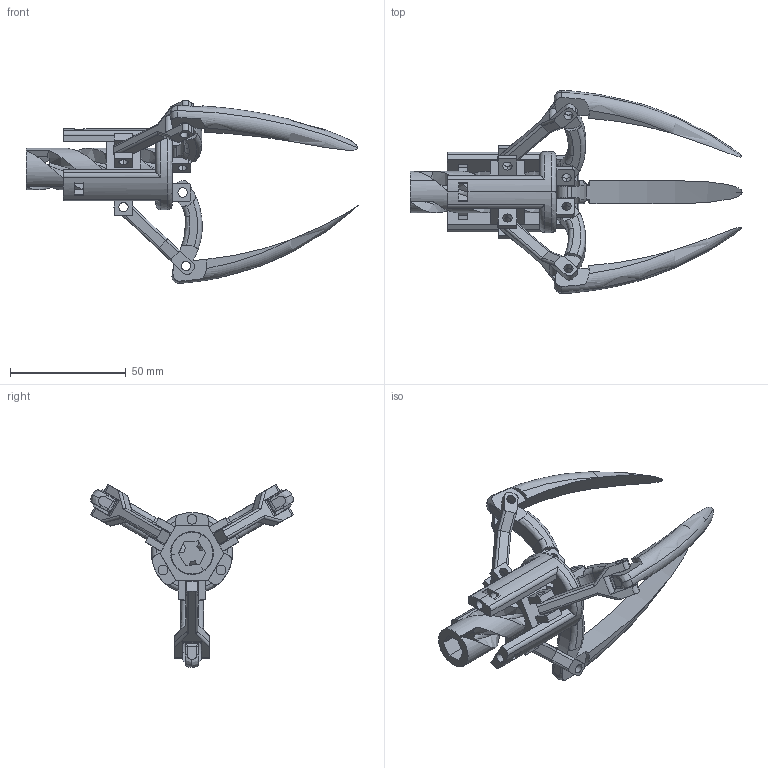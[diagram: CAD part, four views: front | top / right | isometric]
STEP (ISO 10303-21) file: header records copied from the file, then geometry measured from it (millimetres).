
FILE_DESCRIPTION (( 'STEP AP203' ), '1' );
FILE_NAME ('EE_Default_sldprt.STEP', '2025-06-23T10:39:17', ( '' ), ( '' ), 'SwSTEP 2.0', 'SolidWorks 2025', '' );
FILE_SCHEMA (( 'CONFIG_CONTROL_DESIGN' ));
Length unit declared in the file: millimetre
Products named in the file (1): EE_Default_sldprt
Bounding box: 143.13 x 87.45 x 78.88 mm (x, y, z)
Volume: 49707 mm3; surface area: 31747.9 mm2
Topology: 9 solids, 9 shells, 468 faces, 1296 edges, 840 vertices
Faces by surface type: plane 202, cylinder 198, bspline 39, torus 29
Entity records: 19943 total; most frequent: CARTESIAN_POINT 8127, ORIENTED_EDGE 2580, DIRECTION 2330, EDGE_CURVE 1290, AXIS2_PLACEMENT_3D 860, VERTEX_POINT 840, LINE 610, VECTOR 610
